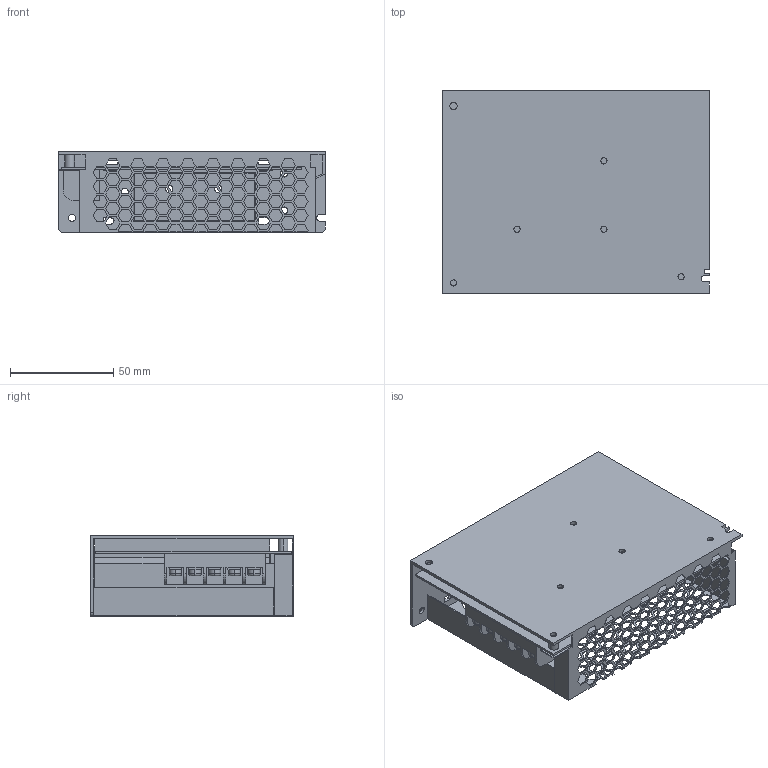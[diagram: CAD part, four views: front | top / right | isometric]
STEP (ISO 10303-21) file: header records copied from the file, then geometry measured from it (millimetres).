
FILE_DESCRIPTION (( 'STEP AP214' ), '1' );
FILE_NAME ('F603T9.5-5P.STEP', '2025-03-20T04:09:53', ( '' ), ( '' ), 'SwSTEP 2.0', 'SolidWorks 2020', '' );
FILE_SCHEMA (( 'AUTOMOTIVE_DESIGN' ));
Length unit declared in the file: millimetre
Products named in the file (1): F603T9.5-5P
Bounding box: 129 x 98 x 39 mm (x, y, z)
Volume: 54383.1 mm3; surface area: 87844.8 mm2
Topology: 1 solids, 1 shells, 1935 faces, 5804 edges, 3854 vertices
Faces by surface type: plane 1861, cylinder 64, torus 10
Entity records: 65156 total; most frequent: CARTESIAN_POINT 11618, ORIENTED_EDGE 11608, DIRECTION 9800, EDGE_CURVE 5804, LINE 5664, VECTOR 5664, VERTEX_POINT 3854, EDGE_LOOP 2518
